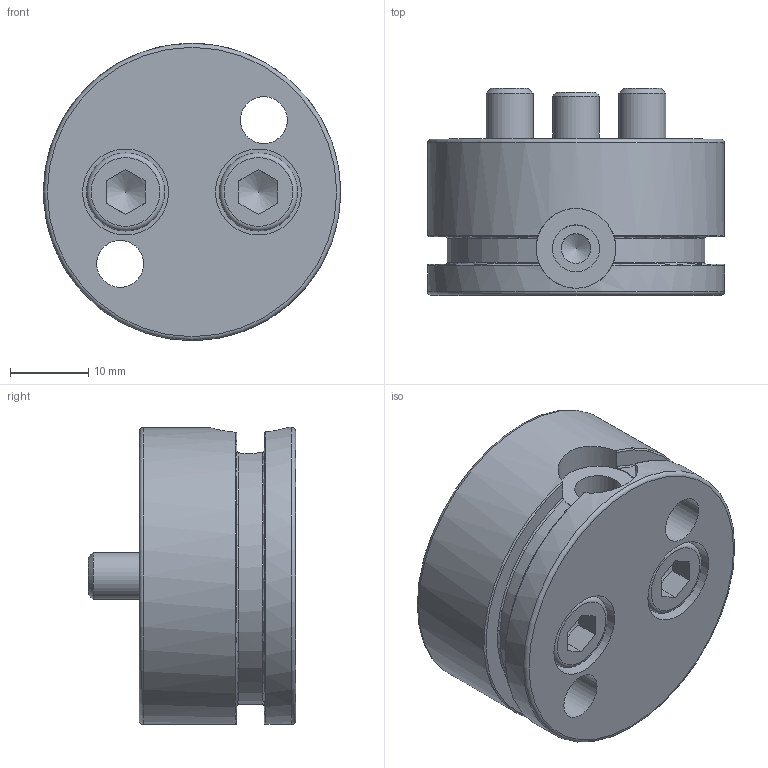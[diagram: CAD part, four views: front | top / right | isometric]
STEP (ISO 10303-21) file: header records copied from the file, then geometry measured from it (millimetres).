
FILE_DESCRIPTION(/* description */ (''),/* implementation_level */ '2;1');
FILE_NAME(/* name */ 'PNB-100-038.stp',/* time_stamp */ '2026-02-13T14:12:21-03:00',/* author */ ('jefferson.francisco'),/* organization */ (''),/* preprocessor_version */ 'ST-DEVELOPER v20',/* originating_system */ 'Autodesk Inventor 2025',/* authorisation */ '');
FILE_SCHEMA (('AUTOMOTIVE_DESIGN { 1 0 10303 214 3 1 1 }'));
Length unit declared in the file: millimetre
Products named in the file (4): PNB-100-038; PNB-80-038_1; PNK-M06-UN; DIN 912 - M6 x 20
Assembly tree (4 placements, depth 2):
  PNB-100-038
    PNB-80-038_1
    PNK-M06-UN
    DIN 912 - M6 x 20  x2
Bounding box: 38 x 26.5 x 38 mm (x, y, z)
Volume: 19749.6 mm3; surface area: 9302.2 mm2
Topology: 4 solids, 4 shells, 76 faces, 179 edges, 118 vertices
Faces by surface type: plane 37, cylinder 21, torus 10, cone 8
Full cylindrical faces by diameter (mm): 1.5 x1, 3.8 x2, 6 x6, 6.5 x2, 9 x1, 9.1 x1, 10 x2, 10.2 x1, 11 x2, 38 x2
Entity records: 2096 total; most frequent: CARTESIAN_POINT 477, DIRECTION 323, ORIENTED_EDGE 282, EDGE_CURVE 141, AXIS2_PLACEMENT_3D 132, VERTEX_POINT 94, EDGE_LOOP 81, FACE_OUTER_BOUND 61
